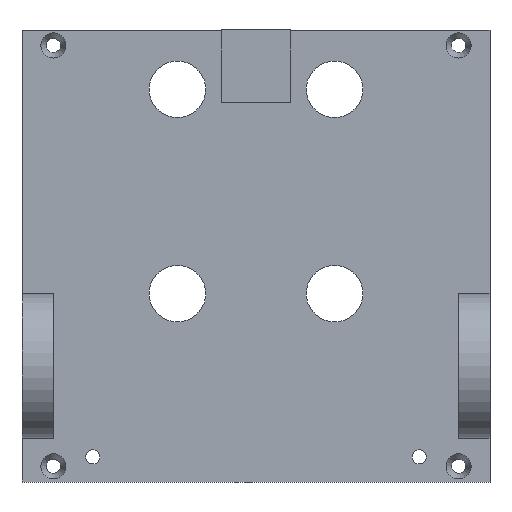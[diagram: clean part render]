
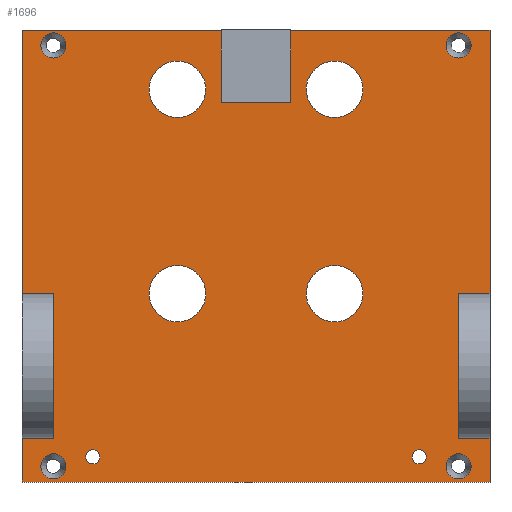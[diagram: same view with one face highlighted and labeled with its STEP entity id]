
A CAD part, top view. The second image highlights one B-rep face of the part: STEP entity #1696.
In plain terms, the highlighted planar face has unit normal (0, 0, 1).
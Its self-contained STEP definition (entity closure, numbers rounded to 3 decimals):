
#68=FACE_BOUND('',#352,.T.);
#69=FACE_BOUND('',#353,.T.);
#70=FACE_BOUND('',#354,.T.);
#71=FACE_BOUND('',#355,.T.);
#72=FACE_BOUND('',#356,.T.);
#73=FACE_BOUND('',#357,.T.);
#74=FACE_BOUND('',#358,.T.);
#75=FACE_BOUND('',#359,.T.);
#76=FACE_BOUND('',#360,.T.);
#77=FACE_BOUND('',#361,.T.);
#126=CIRCLE('',#1813,3.998);
#127=CIRCLE('',#1814,2.25);
#128=CIRCLE('',#1815,9.);
#129=CIRCLE('',#1816,2.25);
#130=CIRCLE('',#1817,3.998);
#131=CIRCLE('',#1818,9.);
#132=CIRCLE('',#1819,3.998);
#133=CIRCLE('',#1820,9.);
#134=CIRCLE('',#1821,9.);
#135=CIRCLE('',#1822,3.998);
#249=FACE_OUTER_BOUND('',#351,.T.);
#351=EDGE_LOOP('',(#1157,#1158,#1159,#1160,#1161,#1162,#1163,#1164,#1165,
#1166,#1167,#1168,#1169,#1170,#1171,#1172,#1173,#1174));
#352=EDGE_LOOP('',(#1175));
#353=EDGE_LOOP('',(#1176));
#354=EDGE_LOOP('',(#1177));
#355=EDGE_LOOP('',(#1178));
#356=EDGE_LOOP('',(#1179));
#357=EDGE_LOOP('',(#1180));
#358=EDGE_LOOP('',(#1181));
#359=EDGE_LOOP('',(#1182));
#360=EDGE_LOOP('',(#1183));
#361=EDGE_LOOP('',(#1184));
#510=LINE('',#2609,#630);
#513=LINE('',#2615,#633);
#517=LINE('',#2623,#637);
#518=LINE('',#2625,#638);
#519=LINE('',#2627,#639);
#520=LINE('',#2629,#640);
#521=LINE('',#2631,#641);
#522=LINE('',#2633,#642);
#523=LINE('',#2635,#643);
#524=LINE('',#2637,#644);
#525=LINE('',#2639,#645);
#526=LINE('',#2641,#646);
#527=LINE('',#2643,#647);
#528=LINE('',#2644,#648);
#529=LINE('',#2646,#649);
#530=LINE('',#2648,#650);
#531=LINE('',#2650,#651);
#532=LINE('',#2651,#652);
#630=VECTOR('',#2039,1.);
#633=VECTOR('',#2042,1.);
#637=VECTOR('',#2048,1.);
#638=VECTOR('',#2049,1.);
#639=VECTOR('',#2050,1.);
#640=VECTOR('',#2051,1.);
#641=VECTOR('',#2052,1.);
#642=VECTOR('',#2053,1.);
#643=VECTOR('',#2054,1.);
#644=VECTOR('',#2055,1.);
#645=VECTOR('',#2056,1.);
#646=VECTOR('',#2057,1.);
#647=VECTOR('',#2058,1.);
#648=VECTOR('',#2059,1.);
#649=VECTOR('',#2060,1.);
#650=VECTOR('',#2061,1.);
#651=VECTOR('',#2062,1.);
#652=VECTOR('',#2063,1.);
#750=VERTEX_POINT('',#2607);
#751=VERTEX_POINT('',#2608);
#753=VERTEX_POINT('',#2612);
#754=VERTEX_POINT('',#2614);
#757=VERTEX_POINT('',#2622);
#758=VERTEX_POINT('',#2624);
#759=VERTEX_POINT('',#2626);
#760=VERTEX_POINT('',#2628);
#761=VERTEX_POINT('',#2630);
#762=VERTEX_POINT('',#2632);
#763=VERTEX_POINT('',#2634);
#764=VERTEX_POINT('',#2636);
#765=VERTEX_POINT('',#2638);
#766=VERTEX_POINT('',#2640);
#767=VERTEX_POINT('',#2642);
#768=VERTEX_POINT('',#2645);
#769=VERTEX_POINT('',#2647);
#770=VERTEX_POINT('',#2649);
#771=VERTEX_POINT('',#2652);
#772=VERTEX_POINT('',#2654);
#773=VERTEX_POINT('',#2656);
#774=VERTEX_POINT('',#2658);
#775=VERTEX_POINT('',#2660);
#776=VERTEX_POINT('',#2662);
#777=VERTEX_POINT('',#2664);
#778=VERTEX_POINT('',#2666);
#779=VERTEX_POINT('',#2668);
#780=VERTEX_POINT('',#2670);
#904=EDGE_CURVE('',#750,#751,#510,.T.);
#907=EDGE_CURVE('',#753,#754,#513,.T.);
#911=EDGE_CURVE('',#750,#757,#517,.T.);
#912=EDGE_CURVE('',#757,#758,#518,.T.);
#913=EDGE_CURVE('',#758,#759,#519,.T.);
#914=EDGE_CURVE('',#760,#759,#520,.T.);
#915=EDGE_CURVE('',#761,#760,#521,.T.);
#916=EDGE_CURVE('',#762,#761,#522,.T.);
#917=EDGE_CURVE('',#762,#763,#523,.T.);
#918=EDGE_CURVE('',#763,#764,#524,.T.);
#919=EDGE_CURVE('',#765,#764,#525,.T.);
#920=EDGE_CURVE('',#766,#765,#526,.T.);
#921=EDGE_CURVE('',#766,#767,#527,.T.);
#922=EDGE_CURVE('',#767,#754,#528,.T.);
#923=EDGE_CURVE('',#753,#768,#529,.T.);
#924=EDGE_CURVE('',#769,#768,#530,.T.);
#925=EDGE_CURVE('',#770,#769,#531,.T.);
#926=EDGE_CURVE('',#751,#770,#532,.T.);
#927=EDGE_CURVE('',#771,#771,#126,.T.);
#928=EDGE_CURVE('',#772,#772,#127,.T.);
#929=EDGE_CURVE('',#773,#773,#128,.T.);
#930=EDGE_CURVE('',#774,#774,#129,.T.);
#931=EDGE_CURVE('',#775,#775,#130,.T.);
#932=EDGE_CURVE('',#776,#776,#131,.T.);
#933=EDGE_CURVE('',#777,#777,#132,.T.);
#934=EDGE_CURVE('',#778,#778,#133,.T.);
#935=EDGE_CURVE('',#779,#779,#134,.T.);
#936=EDGE_CURVE('',#780,#780,#135,.T.);
#1157=ORIENTED_EDGE('',*,*,#904,.F.);
#1158=ORIENTED_EDGE('',*,*,#911,.T.);
#1159=ORIENTED_EDGE('',*,*,#912,.T.);
#1160=ORIENTED_EDGE('',*,*,#913,.T.);
#1161=ORIENTED_EDGE('',*,*,#914,.F.);
#1162=ORIENTED_EDGE('',*,*,#915,.F.);
#1163=ORIENTED_EDGE('',*,*,#916,.F.);
#1164=ORIENTED_EDGE('',*,*,#917,.T.);
#1165=ORIENTED_EDGE('',*,*,#918,.T.);
#1166=ORIENTED_EDGE('',*,*,#919,.F.);
#1167=ORIENTED_EDGE('',*,*,#920,.F.);
#1168=ORIENTED_EDGE('',*,*,#921,.T.);
#1169=ORIENTED_EDGE('',*,*,#922,.T.);
#1170=ORIENTED_EDGE('',*,*,#907,.F.);
#1171=ORIENTED_EDGE('',*,*,#923,.T.);
#1172=ORIENTED_EDGE('',*,*,#924,.F.);
#1173=ORIENTED_EDGE('',*,*,#925,.F.);
#1174=ORIENTED_EDGE('',*,*,#926,.F.);
#1175=ORIENTED_EDGE('',*,*,#927,.F.);
#1176=ORIENTED_EDGE('',*,*,#928,.T.);
#1177=ORIENTED_EDGE('',*,*,#929,.T.);
#1178=ORIENTED_EDGE('',*,*,#930,.T.);
#1179=ORIENTED_EDGE('',*,*,#931,.F.);
#1180=ORIENTED_EDGE('',*,*,#932,.T.);
#1181=ORIENTED_EDGE('',*,*,#933,.F.);
#1182=ORIENTED_EDGE('',*,*,#934,.T.);
#1183=ORIENTED_EDGE('',*,*,#935,.T.);
#1184=ORIENTED_EDGE('',*,*,#936,.F.);
#1643=PLANE('',#1812);
#1696=ADVANCED_FACE('',(#249,#68,#69,#70,#71,#72,#73,#74,#75,#76,#77),#1643,
 .T.);
#1812=AXIS2_PLACEMENT_3D('',#2621,#2046,#2047);
#1813=AXIS2_PLACEMENT_3D('',#2653,#2064,#2065);
#1814=AXIS2_PLACEMENT_3D('',#2655,#2066,#2067);
#1815=AXIS2_PLACEMENT_3D('',#2657,#2068,#2069);
#1816=AXIS2_PLACEMENT_3D('',#2659,#2070,#2071);
#1817=AXIS2_PLACEMENT_3D('',#2661,#2072,#2073);
#1818=AXIS2_PLACEMENT_3D('',#2663,#2074,#2075);
#1819=AXIS2_PLACEMENT_3D('',#2665,#2076,#2077);
#1820=AXIS2_PLACEMENT_3D('',#2667,#2078,#2079);
#1821=AXIS2_PLACEMENT_3D('',#2669,#2080,#2081);
#1822=AXIS2_PLACEMENT_3D('',#2671,#2082,#2083);
#2039=DIRECTION('',(0.,1.,0.));
#2042=DIRECTION('',(0.,1.,0.));
#2046=DIRECTION('center_axis',(0.,0.,1.));
#2047=DIRECTION('ref_axis',(1.,0.,0.));
#2048=DIRECTION('',(1.,0.,0.));
#2049=DIRECTION('',(0.,1.,0.));
#2050=DIRECTION('',(-1.,0.,0.));
#2051=DIRECTION('',(0.,-1.,0.));
#2052=DIRECTION('',(0.,-1.,0.));
#2053=DIRECTION('',(-1.,0.,0.));
#2054=DIRECTION('',(0.,1.,0.));
#2055=DIRECTION('',(-1.,0.,0.));
#2056=DIRECTION('',(0.,1.,0.));
#2057=DIRECTION('',(1.,0.,0.));
#2058=DIRECTION('',(0.,1.,0.));
#2059=DIRECTION('',(-1.,0.,0.));
#2060=DIRECTION('',(1.,0.,0.));
#2061=DIRECTION('',(0.,1.,0.));
#2062=DIRECTION('',(0.,1.,0.));
#2063=DIRECTION('',(1.,0.,0.));
#2064=DIRECTION('center_axis',(0.,0.,1.));
#2065=DIRECTION('ref_axis',(1.,0.,0.));
#2066=DIRECTION('center_axis',(0.,0.,-1.));
#2067=DIRECTION('ref_axis',(1.,0.,0.));
#2068=DIRECTION('center_axis',(0.,0.,-1.));
#2069=DIRECTION('ref_axis',(1.,0.,0.));
#2070=DIRECTION('center_axis',(0.,0.,-1.));
#2071=DIRECTION('ref_axis',(1.,0.,0.));
#2072=DIRECTION('center_axis',(0.,0.,1.));
#2073=DIRECTION('ref_axis',(1.,0.,0.));
#2074=DIRECTION('center_axis',(0.,0.,-1.));
#2075=DIRECTION('ref_axis',(1.,0.,0.));
#2076=DIRECTION('center_axis',(0.,0.,1.));
#2077=DIRECTION('ref_axis',(1.,0.,0.));
#2078=DIRECTION('center_axis',(0.,0.,-1.));
#2079=DIRECTION('ref_axis',(1.,0.,0.));
#2080=DIRECTION('center_axis',(0.,0.,-1.));
#2081=DIRECTION('ref_axis',(1.,0.,0.));
#2082=DIRECTION('center_axis',(0.,0.,1.));
#2083=DIRECTION('ref_axis',(1.,0.,0.));
#2607=CARTESIAN_POINT('',(-74.5,-105.,2.5));
#2608=CARTESIAN_POINT('',(-74.5,-91.,2.5));
#2609=CARTESIAN_POINT('',(-74.5,-105.,2.5));
#2612=CARTESIAN_POINT('',(-74.5,-45.,2.5));
#2614=CARTESIAN_POINT('',(-74.5,38.9,2.5));
#2615=CARTESIAN_POINT('',(-74.5,-105.,2.5));
#2621=CARTESIAN_POINT('Origin',(-74.5,-105.,2.5));
#2622=CARTESIAN_POINT('',(74.5,-105.,2.5));
#2623=CARTESIAN_POINT('',(-74.5,-105.,2.5));
#2624=CARTESIAN_POINT('',(74.5,-91.,2.5));
#2625=CARTESIAN_POINT('',(74.5,-105.,2.5));
#2626=CARTESIAN_POINT('',(64.5,-91.,2.5));
#2627=CARTESIAN_POINT('',(74.5,-91.,2.5));
#2628=CARTESIAN_POINT('',(64.5,-68.,2.5));
#2629=CARTESIAN_POINT('',(64.5,-45.,2.5));
#2630=CARTESIAN_POINT('',(64.5,-45.,2.5));
#2631=CARTESIAN_POINT('',(64.5,-45.,2.5));
#2632=CARTESIAN_POINT('',(74.5,-45.,2.5));
#2633=CARTESIAN_POINT('',(74.5,-45.,2.5));
#2634=CARTESIAN_POINT('',(74.5,38.9,2.5));
#2635=CARTESIAN_POINT('',(74.5,-105.,2.5));
#2636=CARTESIAN_POINT('',(11.,38.9,2.5));
#2637=CARTESIAN_POINT('',(-77.,38.9,2.5));
#2638=CARTESIAN_POINT('',(11.,15.9,2.5));
#2639=CARTESIAN_POINT('',(11.,15.9,2.5));
#2640=CARTESIAN_POINT('',(-11.,15.9,2.5));
#2641=CARTESIAN_POINT('',(-11.,15.9,2.5));
#2642=CARTESIAN_POINT('',(-11.,38.9,2.5));
#2643=CARTESIAN_POINT('',(-11.,15.9,2.5));
#2644=CARTESIAN_POINT('',(-77.,38.9,2.5));
#2645=CARTESIAN_POINT('',(-64.5,-45.,2.5));
#2646=CARTESIAN_POINT('',(-74.5,-45.,2.5));
#2647=CARTESIAN_POINT('',(-64.5,-68.,2.5));
#2648=CARTESIAN_POINT('',(-64.5,-91.,2.5));
#2649=CARTESIAN_POINT('',(-64.5,-91.,2.5));
#2650=CARTESIAN_POINT('',(-64.5,-91.,2.5));
#2651=CARTESIAN_POINT('',(-74.5,-91.,2.5));
#2652=CARTESIAN_POINT('',(-68.498,-100.,2.5));
#2653=CARTESIAN_POINT('Origin',(-64.5,-100.,2.5));
#2654=CARTESIAN_POINT('',(-54.25,-97.,2.5));
#2655=CARTESIAN_POINT('Origin',(-52.,-97.,2.5));
#2656=CARTESIAN_POINT('',(-34.,-45.,2.5));
#2657=CARTESIAN_POINT('Origin',(-25.,-45.,2.5));
#2658=CARTESIAN_POINT('',(49.75,-97.,2.5));
#2659=CARTESIAN_POINT('Origin',(52.,-97.,2.5));
#2660=CARTESIAN_POINT('',(60.502,-100.,2.5));
#2661=CARTESIAN_POINT('Origin',(64.5,-100.,2.5));
#2662=CARTESIAN_POINT('',(16.,-45.,2.5));
#2663=CARTESIAN_POINT('Origin',(25.,-45.,2.5));
#2664=CARTESIAN_POINT('',(-68.498,34.,2.5));
#2665=CARTESIAN_POINT('Origin',(-64.5,34.,2.5));
#2666=CARTESIAN_POINT('',(-34.,20.,2.5));
#2667=CARTESIAN_POINT('Origin',(-25.,20.,2.5));
#2668=CARTESIAN_POINT('',(16.,20.,2.5));
#2669=CARTESIAN_POINT('Origin',(25.,20.,2.5));
#2670=CARTESIAN_POINT('',(60.502,34.,2.5));
#2671=CARTESIAN_POINT('Origin',(64.5,34.,2.5));
